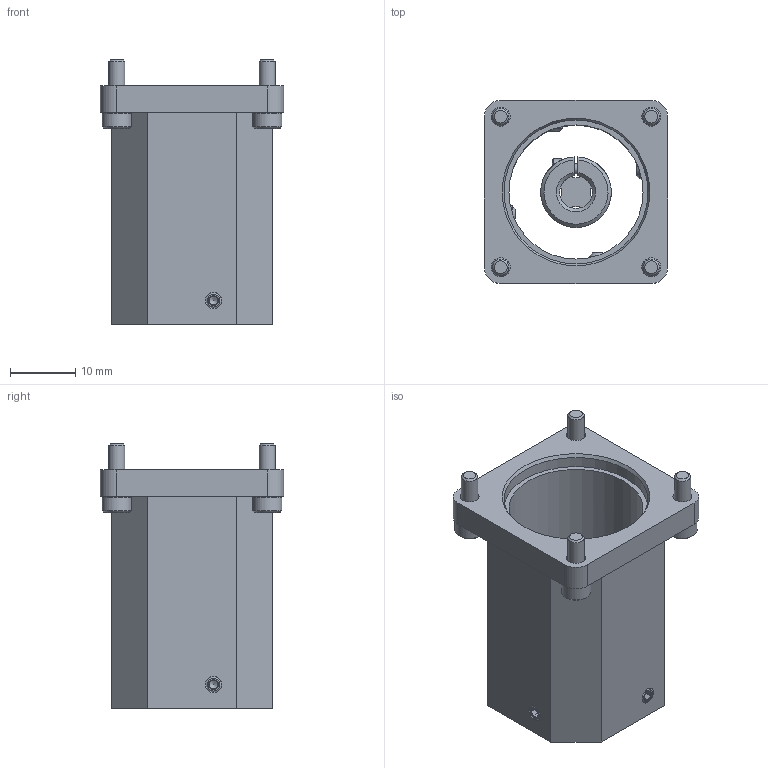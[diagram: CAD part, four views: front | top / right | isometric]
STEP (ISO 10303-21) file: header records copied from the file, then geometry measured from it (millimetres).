
FILE_DESCRIPTION( ( 'STEP AP214' ), '1' );
FILE_NAME( '4505258_EAMM-A-V20-28A.stp', '2019-08-20T06:57:25', ( '' ), ( '' ), ' ', 'PARTsolutions', ' ' );
FILE_SCHEMA( ( 'AUTOMOTIVE_DESIGN { 1 0 10303 214 1 1 1 1 }' ) );
Length unit declared in the file: millimetre
Products named in the file (7): 4505258 EAMM-A-V20-28A; HI_4505258 EAMM-A-V20-28A---(P); HI_ISO-4762 M2.5x8; _4826576 EAMC-10-GS5-D5x5; _4953119 EAMC-10-GS5; HI_ISO-4762 M1.6x5; HI_ISO-4026 M2.5x3
Assembly tree (12 placements, depth 2):
  4505258 EAMM-A-V20-28A
    HI_4505258 EAMM-A-V20-28A---(P)
    HI_ISO-4762 M2.5x8  x4
    _4826576 EAMC-10-GS5-D5x5
    _4953119 EAMC-10-GS5
    HI_ISO-4762 M1.6x5
    HI_ISO-4026 M2.5x3  x4
Bounding box: 28 x 28 x 40.4 mm (x, y, z)
Volume: 9291.2 mm3; surface area: 8130.5 mm2
Topology: 12 solids, 12 shells, 326 faces, 727 edges, 437 vertices
Faces by surface type: plane 160, cone 103, cylinder 61, torus 2
Full cylindrical faces by diameter (mm): 1.221 x2, 1.6 x1, 2.013 x4, 2.2 x4, 2.5 x8, 2.9 x4, 3 x1, 4.5 x4, 20.5 x1, 22 x1
Entity records: 6447 total; most frequent: CARTESIAN_POINT 1137, DIRECTION 837, ORIENTED_EDGE 702, EDGE_CURVE 351, AXIS2_PLACEMENT_3D 343, VERTEX_POINT 245, EDGE_LOOP 241, FACE_OUTER_BOUND 191
